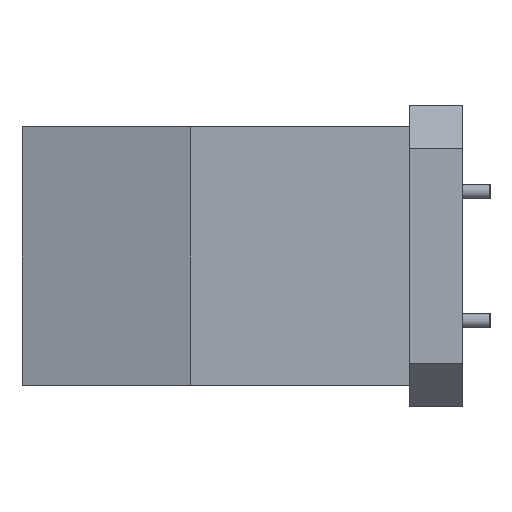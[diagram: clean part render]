
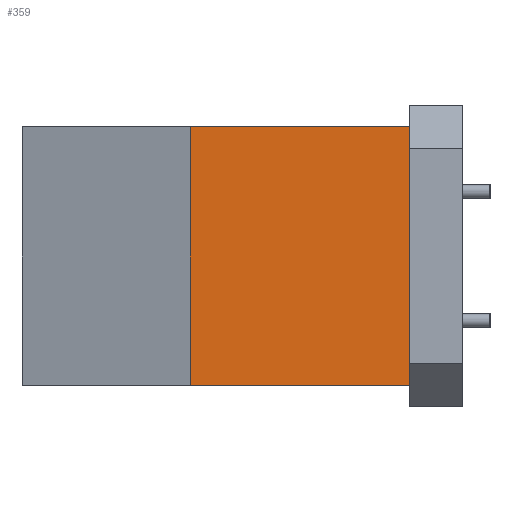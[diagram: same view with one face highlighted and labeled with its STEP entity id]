
A CAD part, left-side view. The second image highlights one B-rep face of the part: STEP entity #359.
In plain terms, the highlighted planar face has unit normal (-1, 0, 0).
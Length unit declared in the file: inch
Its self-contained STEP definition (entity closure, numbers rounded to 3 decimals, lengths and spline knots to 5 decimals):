
#220 = VERTEX_POINT ( 'NONE', #3620 ) ;
#291 = VECTOR ( 'NONE', #3728, 39.37008 ) ;
#304 = EDGE_CURVE ( 'NONE', #4274, #847, #3687, .T. ) ;
#359 = ADVANCED_FACE ( 'NONE', ( #4412 ), #2199, .T. ) ;
#416 = CARTESIAN_POINT ( 'NONE',  ( 1.94963, 2.98354, -0.3 ) ) ;
#583 = EDGE_CURVE ( 'NONE', #4274, #220, #2929, .T. ) ;
#838 = LINE ( 'NONE', #1959, #3055 ) ;
#847 = VERTEX_POINT ( 'NONE', #3304 ) ;
#881 = CARTESIAN_POINT ( 'NONE',  ( 1.94963, 2.98354, -0.3 ) ) ;
#914 = CARTESIAN_POINT ( 'NONE',  ( 1.94963, 2.72904, 0. ) ) ;
#958 = LINE ( 'NONE', #3967, #3624 ) ;
#962 = AXIS2_PLACEMENT_3D ( 'NONE', #881, #3924, #1542 ) ;
#1234 = DIRECTION ( 'NONE',  ( 0., 0., 1. ) ) ;
#1542 = DIRECTION ( 'NONE',  ( 0., 0., 1. ) ) ;
#1581 = ORIENTED_EDGE ( 'NONE', *, *, #583, .F. ) ;
#1781 = DIRECTION ( 'NONE',  ( 0., -1., 0. ) ) ;
#1959 = CARTESIAN_POINT ( 'NONE',  ( 1.94963, 2.72904, -0.3 ) ) ;
#2075 = DIRECTION ( 'NONE',  ( 0., -1., 0. ) ) ;
#2188 = ORIENTED_EDGE ( 'NONE', *, *, #304, .T. ) ;
#2199 = PLANE ( 'NONE',  #962 ) ;
#2466 = EDGE_CURVE ( 'NONE', #220, #3072, #958, .T. ) ;
#2627 = EDGE_CURVE ( 'NONE', #847, #3072, #838, .T. ) ;
#2929 = LINE ( 'NONE', #3342, #291 ) ;
#3055 = VECTOR ( 'NONE', #1234, 39.37008 ) ;
#3072 = VERTEX_POINT ( 'NONE', #914 ) ;
#3229 = CARTESIAN_POINT ( 'NONE',  ( 1.94963, 2.98354, -0.3 ) ) ;
#3304 = CARTESIAN_POINT ( 'NONE',  ( 1.94963, 2.72904, -0.3 ) ) ;
#3342 = CARTESIAN_POINT ( 'NONE',  ( 1.94963, 2.98354, -0.3 ) ) ;
#3620 = CARTESIAN_POINT ( 'NONE',  ( 1.94963, 2.98354, 0. ) ) ;
#3624 = VECTOR ( 'NONE', #2075, 39.37008 ) ;
#3687 = LINE ( 'NONE', #3229, #4027 ) ;
#3728 = DIRECTION ( 'NONE',  ( 0., 0., 1. ) ) ;
#3873 = ORIENTED_EDGE ( 'NONE', *, *, #2466, .F. ) ;
#3924 = DIRECTION ( 'NONE',  ( -1., 0., 0. ) ) ;
#3967 = CARTESIAN_POINT ( 'NONE',  ( 1.94963, 2.98354, 0. ) ) ;
#4027 = VECTOR ( 'NONE', #1781, 39.37008 ) ;
#4272 = EDGE_LOOP ( 'NONE', ( #3873, #1581, #2188, #4489 ) ) ;
#4274 = VERTEX_POINT ( 'NONE', #416 ) ;
#4412 = FACE_OUTER_BOUND ( 'NONE', #4272, .T. ) ;
#4489 = ORIENTED_EDGE ( 'NONE', *, *, #2627, .T. ) ;
